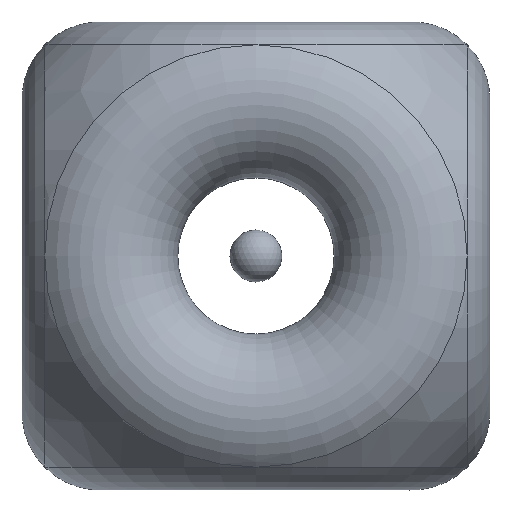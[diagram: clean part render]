
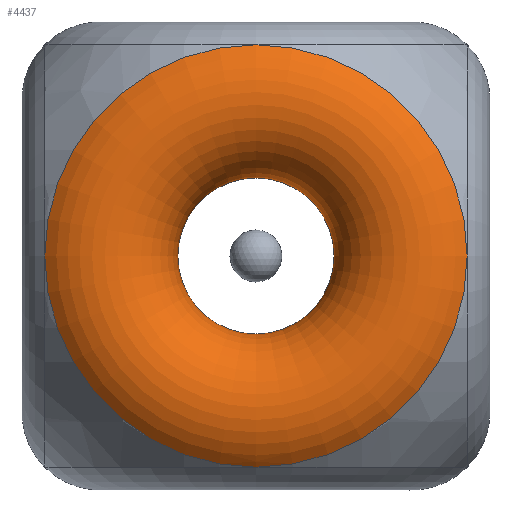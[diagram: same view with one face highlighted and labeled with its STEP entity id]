
A CAD part, left-side view. The second image highlights one B-rep face of the part: STEP entity #4437.
In plain terms, the highlighted toroidal (fillet/blend) face has major radius 243 mm and minor radius 121.5 mm.
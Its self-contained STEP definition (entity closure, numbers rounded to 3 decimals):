
#50 = CIRCLE ( 'NONE', #3373, 157.087 ) ;
#177 = DIRECTION ( 'NONE',  ( 0., 0., -1. ) ) ;
#186 = ORIENTED_EDGE ( 'NONE', *, *, #841, .F. ) ;
#236 = CIRCLE ( 'NONE', #3552, 157.087 ) ;
#307 = CIRCLE ( 'NONE', #3618, 328.913 ) ;
#414 = DIRECTION ( 'NONE',  ( 1., 0., 0. ) ) ;
#437 = EDGE_CURVE ( 'NONE', #1909, #3016, #5400, .T. ) ;
#578 = DIRECTION ( 'NONE',  ( -1., 0., 0. ) ) ;
#722 = CIRCLE ( 'NONE', #4622, 157.087 ) ;
#724 = ORIENTED_EDGE ( 'NONE', *, *, #4352, .T. ) ;
#841 = EDGE_CURVE ( 'NONE', #3016, #2909, #50, .T. ) ;
#934 = DIRECTION ( 'NONE',  ( 0., 0., 1. ) ) ;
#974 = CARTESIAN_POINT ( 'NONE',  ( -157.087, 157.087, 0. ) ) ;
#1380 = CARTESIAN_POINT ( 'NONE',  ( -243., 0., 0. ) ) ;
#1443 = CARTESIAN_POINT ( 'NONE',  ( -157.087, 0., -157.087 ) ) ;
#1508 = DIRECTION ( 'NONE',  ( 0., 0., 1. ) ) ;
#1530 = ORIENTED_EDGE ( 'NONE', *, *, #2007, .T. ) ;
#1608 = DIRECTION ( 'NONE',  ( 0., 0., 1. ) ) ;
#1824 = FACE_OUTER_BOUND ( 'NONE', #3739, .T. ) ;
#1833 = EDGE_LOOP ( 'NONE', ( #724, #186, #2721, #1530 ) ) ;
#1909 = VERTEX_POINT ( 'NONE', #5270 ) ;
#1934 = TOROIDAL_SURFACE ( 'NONE', #5242, 243., 121.5 ) ;
#2007 = EDGE_CURVE ( 'NONE', #1909, #2917, #722, .T. ) ;
#2018 = AXIS2_PLACEMENT_3D ( 'NONE', #2430, #4228, #177 ) ;
#2183 = CARTESIAN_POINT ( 'NONE',  ( -157.087, 0., 0. ) ) ;
#2218 = DIRECTION ( 'NONE',  ( 0., 0., -1. ) ) ;
#2247 = AXIS2_PLACEMENT_3D ( 'NONE', #3192, #4980, #934 ) ;
#2300 = CIRCLE ( 'NONE', #5612, 328.913 ) ;
#2314 = DIRECTION ( 'NONE',  ( 1., 0., 0. ) ) ;
#2386 = DIRECTION ( 'NONE',  ( 0., 0., 1. ) ) ;
#2430 = CARTESIAN_POINT ( 'NONE',  ( -328.913, 0., 0. ) ) ;
#2510 = ORIENTED_EDGE ( 'NONE', *, *, #3786, .F. ) ;
#2721 = ORIENTED_EDGE ( 'NONE', *, *, #437, .F. ) ;
#2724 = EDGE_CURVE ( 'NONE', #4546, #4164, #2300, .T. ) ;
#2752 = EDGE_CURVE ( 'NONE', #5404, #2922, #4571, .T. ) ;
#2859 = AXIS2_PLACEMENT_3D ( 'NONE', #4639, #578, #2386 ) ;
#2909 = VERTEX_POINT ( 'NONE', #974 ) ;
#2917 = VERTEX_POINT ( 'NONE', #1443 ) ;
#2922 = VERTEX_POINT ( 'NONE', #3260 ) ;
#3016 = VERTEX_POINT ( 'NONE', #3350 ) ;
#3124 = ORIENTED_EDGE ( 'NONE', *, *, #2752, .F. ) ;
#3192 = CARTESIAN_POINT ( 'NONE',  ( -328.913, 0., 0. ) ) ;
#3193 = DIRECTION ( 'NONE',  ( 1., 0., 0. ) ) ;
#3260 = CARTESIAN_POINT ( 'NONE',  ( -328.913, 0., -328.913 ) ) ;
#3350 = CARTESIAN_POINT ( 'NONE',  ( -157.087, 0., 157.087 ) ) ;
#3373 = AXIS2_PLACEMENT_3D ( 'NONE', #3860, #5667, #1608 ) ;
#3552 = AXIS2_PLACEMENT_3D ( 'NONE', #2183, #3989, #5796 ) ;
#3618 = AXIS2_PLACEMENT_3D ( 'NONE', #5008, #2314, #4116 ) ;
#3739 = EDGE_LOOP ( 'NONE', ( #3124, #5211, #4019, #2510 ) ) ;
#3755 = CARTESIAN_POINT ( 'NONE',  ( -328.913, 0., 0. ) ) ;
#3786 = EDGE_CURVE ( 'NONE', #2922, #4164, #307, .T. ) ;
#3860 = CARTESIAN_POINT ( 'NONE',  ( -157.087, 0., 0. ) ) ;
#3989 = DIRECTION ( 'NONE',  ( 1., 0., 0. ) ) ;
#4019 = ORIENTED_EDGE ( 'NONE', *, *, #2724, .T. ) ;
#4116 = DIRECTION ( 'NONE',  ( 0., 0., -1. ) ) ;
#4164 = VERTEX_POINT ( 'NONE', #5620 ) ;
#4228 = DIRECTION ( 'NONE',  ( 1., 0., 0. ) ) ;
#4352 = EDGE_CURVE ( 'NONE', #2917, #2909, #236, .T. ) ;
#4437 = ADVANCED_FACE ( 'NONE', ( #4512, #1824 ), #1934, .T. ) ;
#4464 = CARTESIAN_POINT ( 'NONE',  ( -157.087, 0., 0. ) ) ;
#4512 = FACE_OUTER_BOUND ( 'NONE', #1833, .T. ) ;
#4546 = VERTEX_POINT ( 'NONE', #5726 ) ;
#4571 = CIRCLE ( 'NONE', #2018, 328.913 ) ;
#4622 = AXIS2_PLACEMENT_3D ( 'NONE', #4464, #414, #2218 ) ;
#4639 = CARTESIAN_POINT ( 'NONE',  ( -157.087, 0., 0. ) ) ;
#4800 = CIRCLE ( 'NONE', #2247, 328.913 ) ;
#4980 = DIRECTION ( 'NONE',  ( -1., 0., 0. ) ) ;
#4982 = DIRECTION ( 'NONE',  ( 0., 0., -1. ) ) ;
#5006 = EDGE_CURVE ( 'NONE', #5404, #4546, #4800, .T. ) ;
#5008 = CARTESIAN_POINT ( 'NONE',  ( -328.913, 0., 0. ) ) ;
#5211 = ORIENTED_EDGE ( 'NONE', *, *, #5006, .T. ) ;
#5242 = AXIS2_PLACEMENT_3D ( 'NONE', #1380, #3193, #4982 ) ;
#5270 = CARTESIAN_POINT ( 'NONE',  ( -157.087, -157.087, 0. ) ) ;
#5372 = CARTESIAN_POINT ( 'NONE',  ( -328.913, -328.913, 0. ) ) ;
#5400 = CIRCLE ( 'NONE', #2859, 157.087 ) ;
#5404 = VERTEX_POINT ( 'NONE', #5372 ) ;
#5567 = DIRECTION ( 'NONE',  ( -1., 0., 0. ) ) ;
#5612 = AXIS2_PLACEMENT_3D ( 'NONE', #3755, #5567, #1508 ) ;
#5620 = CARTESIAN_POINT ( 'NONE',  ( -328.913, 328.913, 0. ) ) ;
#5667 = DIRECTION ( 'NONE',  ( -1., 0., 0. ) ) ;
#5726 = CARTESIAN_POINT ( 'NONE',  ( -328.913, 0., 328.913 ) ) ;
#5796 = DIRECTION ( 'NONE',  ( 0., 0., -1. ) ) ;
